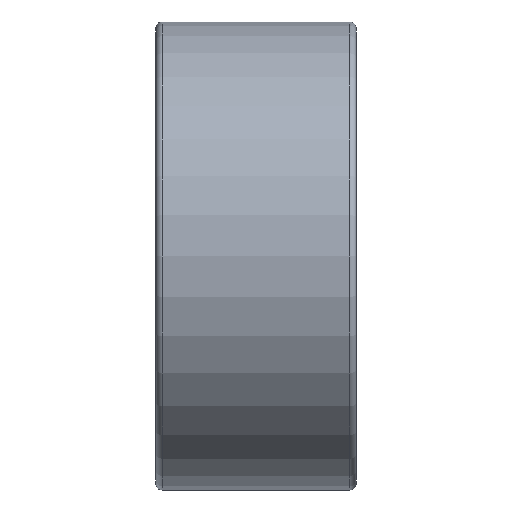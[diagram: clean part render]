
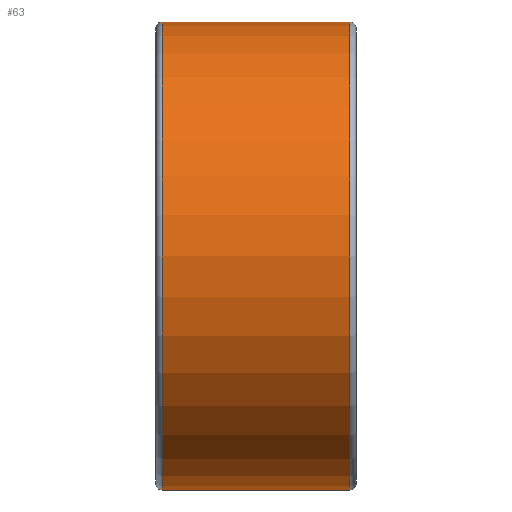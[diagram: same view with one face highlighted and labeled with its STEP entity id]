
A CAD part, front view. The second image highlights one B-rep face of the part: STEP entity #63.
In plain terms, the highlighted cylindrical face has radius 3.5 mm (diameter 7 mm), a full revolution.
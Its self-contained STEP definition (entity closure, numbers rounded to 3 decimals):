
#46=CYLINDRICAL_SURFACE('',#256,3.5);
#63=ADVANCED_FACE('',(#95,#96),#46,.T.);
#95=FACE_BOUND('',#127,.T.);
#96=FACE_BOUND('',#128,.T.);
#127=EDGE_LOOP('',(#159));
#128=EDGE_LOOP('',(#160));
#159=ORIENTED_EDGE('',*,*,#198,.T.);
#160=ORIENTED_EDGE('',*,*,#197,.F.);
#181=VERTEX_POINT('',#367);
#182=VERTEX_POINT('',#370);
#197=EDGE_CURVE('',#181,#181,#213,.T.);
#198=EDGE_CURVE('',#182,#182,#214,.T.);
#213=CIRCLE('',#253,3.5);
#214=CIRCLE('',#255,3.5);
#253=AXIS2_PLACEMENT_3D('',#366,#308,#309);
#255=AXIS2_PLACEMENT_3D('',#369,#312,#313);
#256=AXIS2_PLACEMENT_3D('',#371,#314,#315);
#308=DIRECTION('',(1.,0.,0.));
#309=DIRECTION('',(0.,0.,-1.));
#312=DIRECTION('',(1.,0.,0.));
#313=DIRECTION('',(0.,0.,-1.));
#314=DIRECTION('',(1.,0.,0.));
#315=DIRECTION('',(0.,0.,-1.));
#366=CARTESIAN_POINT('',(2.9,0.,0.));
#367=CARTESIAN_POINT('',(2.9,0.,-3.5));
#369=CARTESIAN_POINT('',(0.1,0.,0.));
#370=CARTESIAN_POINT('',(0.1,0.,-3.5));
#371=CARTESIAN_POINT('',(2.9,0.,0.));
